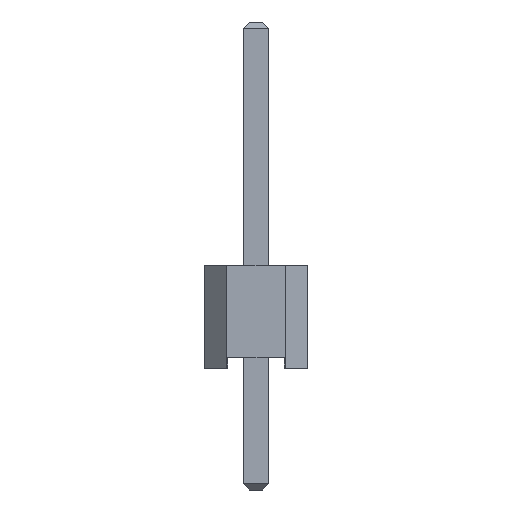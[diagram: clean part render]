
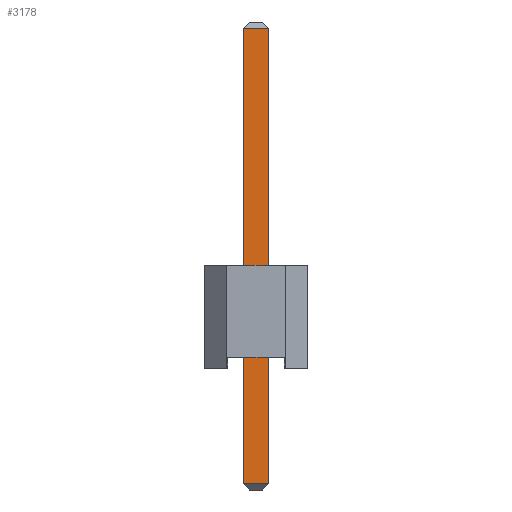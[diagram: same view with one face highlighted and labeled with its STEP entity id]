
A CAD part, left-side view. The second image highlights one B-rep face of the part: STEP entity #3178.
In plain terms, the highlighted planar face has unit normal (-1, 0, 0).
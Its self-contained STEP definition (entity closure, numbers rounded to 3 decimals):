
#70=FACE_OUTER_BOUND('',#266,.T.);
#266=EDGE_LOOP('',(#2177,#2178,#2179,#2180));
#473=LINE('',#4499,#921);
#487=LINE('',#4525,#935);
#498=LINE('',#4548,#946);
#500=LINE('',#4551,#948);
#921=VECTOR('',#3644,10.);
#935=VECTOR('',#3666,10.);
#946=VECTOR('',#3689,10.);
#948=VECTOR('',#3693,10.);
#1357=VERTEX_POINT('',#4497);
#1358=VERTEX_POINT('',#4498);
#1366=VERTEX_POINT('',#4523);
#1370=VERTEX_POINT('',#4536);
#1649=EDGE_CURVE('',#1357,#1358,#473,.T.);
#1663=EDGE_CURVE('',#1357,#1366,#487,.T.);
#1674=EDGE_CURVE('',#1370,#1366,#498,.T.);
#1676=EDGE_CURVE('',#1358,#1370,#500,.T.);
#2177=ORIENTED_EDGE('',*,*,#1649,.F.);
#2178=ORIENTED_EDGE('',*,*,#1663,.T.);
#2179=ORIENTED_EDGE('',*,*,#1674,.F.);
#2180=ORIENTED_EDGE('',*,*,#1676,.F.);
#2982=PLANE('',#3402);
#3178=ADVANCED_FACE('',(#70),#2982,.T.);
#3402=AXIS2_PLACEMENT_3D('',#4550,#3691,#3692);
#3644=DIRECTION('',(0.,1.,0.));
#3666=DIRECTION('',(0.,0.,1.));
#3689=DIRECTION('',(0.,-1.,0.));
#3691=DIRECTION('center_axis',(-1.,0.,0.));
#3692=DIRECTION('ref_axis',(0.,-1.,0.));
#3693=DIRECTION('',(0.,0.,1.));
#4497=CARTESIAN_POINT('',(-7.94,-0.32,-2.8));
#4498=CARTESIAN_POINT('',(-7.94,0.32,-2.8));
#4499=CARTESIAN_POINT('',(-7.94,0.16,-2.8));
#4523=CARTESIAN_POINT('',(-7.94,-0.32,8.44));
#4525=CARTESIAN_POINT('',(-7.94,-0.32,-2.95));
#4536=CARTESIAN_POINT('',(-7.94,0.32,8.44));
#4548=CARTESIAN_POINT('',(-7.94,0.16,8.44));
#4550=CARTESIAN_POINT('Origin',(-7.94,0.32,-2.95));
#4551=CARTESIAN_POINT('',(-7.94,0.32,-2.95));
